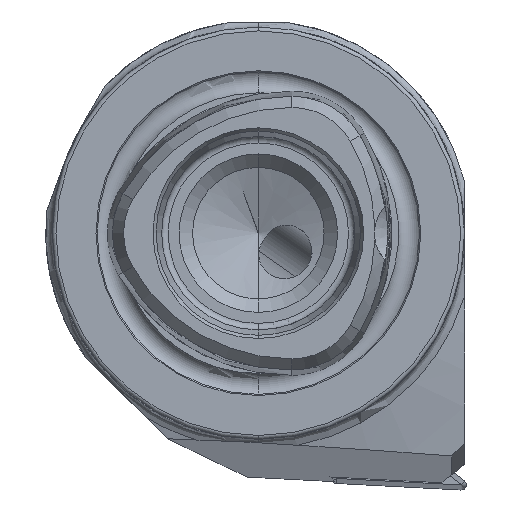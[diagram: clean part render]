
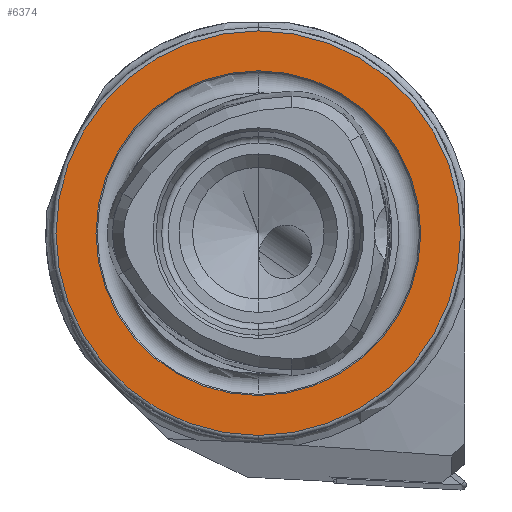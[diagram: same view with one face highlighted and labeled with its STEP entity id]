
A CAD part, left-side view. The second image highlights one B-rep face of the part: STEP entity #6374.
In plain terms, the highlighted planar face has unit normal (-1, 0, 0).
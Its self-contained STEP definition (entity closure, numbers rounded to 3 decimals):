
#361 = FACE_OUTER_BOUND ( 'NONE', #8193, .T. ) ;
#505 = ORIENTED_EDGE ( 'NONE', *, *, #3566, .F. ) ;
#665 = AXIS2_PLACEMENT_3D ( 'NONE', #1330, #8212, #4840 ) ;
#682 = ORIENTED_EDGE ( 'NONE', *, *, #3678, .F. ) ;
#1007 = DIRECTION ( 'NONE',  ( 0., 0., 1. ) ) ;
#1121 = CARTESIAN_POINT ( 'NONE',  ( 0., 0., 15.7 ) ) ;
#1330 = CARTESIAN_POINT ( 'NONE',  ( 0., 0., 0. ) ) ;
#2146 = AXIS2_PLACEMENT_3D ( 'NONE', #7433, #6027, #8892 ) ;
#2609 = VERTEX_POINT ( 'NONE', #3539 ) ;
#2655 = VERTEX_POINT ( 'NONE', #8459 ) ;
#2662 = EDGE_CURVE ( 'NONE', #6198, #2609, #2771, .T. ) ;
#2771 = CIRCLE ( 'NONE', #3867, 15.7 ) ;
#2892 = VERTEX_POINT ( 'NONE', #6117 ) ;
#3170 = DIRECTION ( 'NONE',  ( -1., 0., 0. ) ) ;
#3292 = DIRECTION ( 'NONE',  ( 0., 0., 1. ) ) ;
#3539 = CARTESIAN_POINT ( 'NONE',  ( 0., 0., -15.7 ) ) ;
#3566 = EDGE_CURVE ( 'NONE', #2655, #2892, #5877, .T. ) ;
#3642 = CIRCLE ( 'NONE', #4208, 12.6 ) ;
#3678 = EDGE_CURVE ( 'NONE', #2892, #2655, #3642, .T. ) ;
#3867 = AXIS2_PLACEMENT_3D ( 'NONE', #5744, #5767, #1007 ) ;
#4108 = FACE_BOUND ( 'NONE', #8401, .T. ) ;
#4208 = AXIS2_PLACEMENT_3D ( 'NONE', #8238, #8363, #8332 ) ;
#4840 = DIRECTION ( 'NONE',  ( 0., 0., 1. ) ) ;
#5342 = CIRCLE ( 'NONE', #665, 15.7 ) ;
#5744 = CARTESIAN_POINT ( 'NONE',  ( 0., 0., 0. ) ) ;
#5767 = DIRECTION ( 'NONE',  ( -1., 0., 0. ) ) ;
#5789 = EDGE_CURVE ( 'NONE', #2609, #6198, #5342, .T. ) ;
#5877 = CIRCLE ( 'NONE', #7778, 12.6 ) ;
#6027 = DIRECTION ( 'NONE',  ( 1., 0., 0. ) ) ;
#6117 = CARTESIAN_POINT ( 'NONE',  ( 0., 0., 12.6 ) ) ;
#6198 = VERTEX_POINT ( 'NONE', #1121 ) ;
#6205 = ORIENTED_EDGE ( 'NONE', *, *, #5789, .T. ) ;
#6374 = ADVANCED_FACE ( 'NONE', ( #4108, #361 ), #8107, .F. ) ;
#6598 = CARTESIAN_POINT ( 'NONE',  ( 0., 0., 0. ) ) ;
#7151 = ORIENTED_EDGE ( 'NONE', *, *, #2662, .T. ) ;
#7433 = CARTESIAN_POINT ( 'NONE',  ( 0., 12.6, 0. ) ) ;
#7778 = AXIS2_PLACEMENT_3D ( 'NONE', #6598, #3170, #3292 ) ;
#8107 = PLANE ( 'NONE',  #2146 ) ;
#8193 = EDGE_LOOP ( 'NONE', ( #7151, #6205 ) ) ;
#8212 = DIRECTION ( 'NONE',  ( -1., 0., 0. ) ) ;
#8238 = CARTESIAN_POINT ( 'NONE',  ( 0., 0., 0. ) ) ;
#8332 = DIRECTION ( 'NONE',  ( 0., 0., 1. ) ) ;
#8363 = DIRECTION ( 'NONE',  ( -1., 0., 0. ) ) ;
#8401 = EDGE_LOOP ( 'NONE', ( #682, #505 ) ) ;
#8459 = CARTESIAN_POINT ( 'NONE',  ( 0., 0., -12.6 ) ) ;
#8892 = DIRECTION ( 'NONE',  ( 0., 0., -1. ) ) ;
